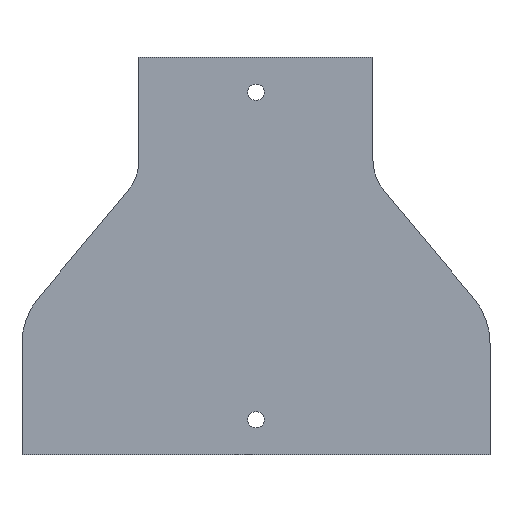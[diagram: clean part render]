
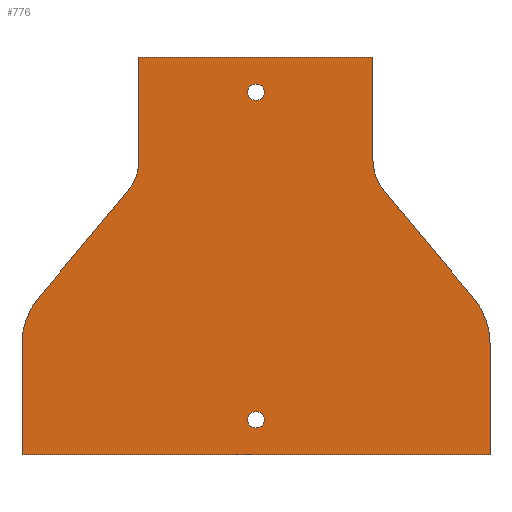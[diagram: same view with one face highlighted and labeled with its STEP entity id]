
A CAD part, front view. The second image highlights one B-rep face of the part: STEP entity #776.
In plain terms, the highlighted planar face has unit normal (0, -1, 0).
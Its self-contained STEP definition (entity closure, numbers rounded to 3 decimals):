
#30 = AXIS2_PLACEMENT_3D ( 'NONE', #155, #154, #152 ) ;
#31 = AXIS2_PLACEMENT_3D ( 'NONE', #160, #159, #157 ) ;
#34 = AXIS2_PLACEMENT_3D ( 'NONE', #174, #172, #171 ) ;
#36 = AXIS2_PLACEMENT_3D ( 'NONE', #234, #242, #246 ) ;
#42 = AXIS2_PLACEMENT_3D ( 'NONE', #337, #537, #347 ) ;
#43 = AXIS2_PLACEMENT_3D ( 'NONE', #299, #298, #297 ) ;
#90 = CARTESIAN_POINT ( 'NONE',  ( 0., 0., -158.5 ) ) ;
#97 = CARTESIAN_POINT ( 'NONE',  ( 0., 0., -18.5 ) ) ;
#152 = DIRECTION ( 'NONE',  ( 0., 0., -1. ) ) ;
#154 = DIRECTION ( 'NONE',  ( 0., -1., 0. ) ) ;
#155 = CARTESIAN_POINT ( 'NONE',  ( 0., 0., -15. ) ) ;
#157 = DIRECTION ( 'NONE',  ( 0., 0., -1. ) ) ;
#159 = DIRECTION ( 'NONE',  ( 0., -1., 0. ) ) ;
#160 = CARTESIAN_POINT ( 'NONE',  ( 0., 0., -155. ) ) ;
#171 = DIRECTION ( 'NONE',  ( 0., 0., 1. ) ) ;
#172 = DIRECTION ( 'NONE',  ( 0., -1., 0. ) ) ;
#174 = CARTESIAN_POINT ( 'NONE',  ( -70., 0., -44.139 ) ) ;
#184 = CARTESIAN_POINT ( 'NONE',  ( -100., 0., -170. ) ) ;
#185 = DIRECTION ( 'NONE',  ( -1., 0., 0. ) ) ;
#189 = CARTESIAN_POINT ( 'NONE',  ( 100., 0., -170. ) ) ;
#206 = CARTESIAN_POINT ( 'NONE',  ( -100., 0., -122.241 ) ) ;
#210 = DIRECTION ( 'NONE',  ( 0., 0., 1. ) ) ;
#217 = DIRECTION ( 'NONE',  ( 0., 0., -1. ) ) ;
#225 = CARTESIAN_POINT ( 'NONE',  ( 54.636, 0., -56.942 ) ) ;
#233 = DIRECTION ( 'NONE',  ( 0.64, 0., 0.768 ) ) ;
#234 = CARTESIAN_POINT ( 'NONE',  ( -70., 0., -122.241 ) ) ;
#242 = DIRECTION ( 'NONE',  ( 0., 1., 0. ) ) ;
#243 = CARTESIAN_POINT ( 'NONE',  ( -54.636, 0., -56.942 ) ) ;
#246 = DIRECTION ( 'NONE',  ( 0., 0., 1. ) ) ;
#249 = CARTESIAN_POINT ( 'NONE',  ( -100., 0., -122.241 ) ) ;
#262 = CARTESIAN_POINT ( 'NONE',  ( -50., 0., 0. ) ) ;
#263 = DIRECTION ( 'NONE',  ( 0., 0., 1. ) ) ;
#264 = CARTESIAN_POINT ( 'NONE',  ( -100., 0., -170. ) ) ;
#279 = CARTESIAN_POINT ( 'NONE',  ( 50., 0., -44.139 ) ) ;
#288 = CARTESIAN_POINT ( 'NONE',  ( 100., 0., -122.241 ) ) ;
#297 = DIRECTION ( 'NONE',  ( 0., 0., -1. ) ) ;
#298 = DIRECTION ( 'NONE',  ( 0., -1., 0. ) ) ;
#299 = CARTESIAN_POINT ( 'NONE',  ( 70., 0., -44.139 ) ) ;
#322 = CARTESIAN_POINT ( 'NONE',  ( 50., 0., 0. ) ) ;
#327 = CARTESIAN_POINT ( 'NONE',  ( 54.636, 0., -56.942 ) ) ;
#334 = DIRECTION ( 'NONE',  ( 0.64, 0., -0.768 ) ) ;
#337 = CARTESIAN_POINT ( 'NONE',  ( 70., 0., -122.241 ) ) ;
#339 = DIRECTION ( 'NONE',  ( 0., 0., -1. ) ) ;
#340 = CARTESIAN_POINT ( 'NONE',  ( 100., 0., -122.241 ) ) ;
#347 = DIRECTION ( 'NONE',  ( 0., 0., -1. ) ) ;
#369 = CARTESIAN_POINT ( 'NONE',  ( -50., 0., 0. ) ) ;
#374 = CARTESIAN_POINT ( 'NONE',  ( -50., 0., 0. ) ) ;
#378 = CARTESIAN_POINT ( 'NONE',  ( -93.047, 0., -103.035 ) ) ;
#379 = DIRECTION ( 'NONE',  ( 1., 0., 0. ) ) ;
#380 = CARTESIAN_POINT ( 'NONE',  ( 50., 0., 0. ) ) ;
#382 = CARTESIAN_POINT ( 'NONE',  ( -54.636, 0., -56.942 ) ) ;
#393 = CARTESIAN_POINT ( 'NONE',  ( 93.047, 0., -103.035 ) ) ;
#415 = CARTESIAN_POINT ( 'NONE',  ( -50., 0., -44.139 ) ) ;
#416 = PLANE ( 'NONE',  #1087 ) ;
#419 = DIRECTION ( 'NONE',  ( 0., 0., 1. ) ) ;
#493 = CARTESIAN_POINT ( 'NONE',  ( -70., 0., -44.139 ) ) ;
#511 = DIRECTION ( 'NONE',  ( 0., 1., 0. ) ) ;
#537 = DIRECTION ( 'NONE',  ( 0., 1., 0. ) ) ;
#640 = VERTEX_POINT ( 'NONE', #97 ) ;
#641 = VERTEX_POINT ( 'NONE', #90 ) ;
#665 = CIRCLE ( 'NONE', #30, 3.5 ) ;
#668 = CIRCLE ( 'NONE', #31, 3.5 ) ;
#674 = CIRCLE ( 'NONE', #34, 20. ) ;
#677 = VECTOR ( 'NONE', #233, 1000. ) ;
#679 = LINE ( 'NONE', #243, #677 ) ;
#684 = CIRCLE ( 'NONE', #36, 30. ) ;
#687 = VECTOR ( 'NONE', #210, 1000. ) ;
#689 = LINE ( 'NONE', #206, #687 ) ;
#705 = VECTOR ( 'NONE', #185, 1000. ) ;
#708 = LINE ( 'NONE', #184, #705 ) ;
#711 = VECTOR ( 'NONE', #339, 1000. ) ;
#713 = LINE ( 'NONE', #340, #711 ) ;
#724 = CIRCLE ( 'NONE', #42, 30. ) ;
#727 = VECTOR ( 'NONE', #334, 1000. ) ;
#732 = LINE ( 'NONE', #327, #727 ) ;
#758 = CIRCLE ( 'NONE', #43, 20. ) ;
#766 = VECTOR ( 'NONE', #263, 1000. ) ;
#776 = ADVANCED_FACE ( 'NONE', ( #1277, #1378, #1249 ), #416, .F. ) ;
#813 = VERTEX_POINT ( 'NONE', #380 ) ;
#817 = VERTEX_POINT ( 'NONE', #249 ) ;
#819 = VERTEX_POINT ( 'NONE', #382 ) ;
#820 = VERTEX_POINT ( 'NONE', #264 ) ;
#826 = VERTEX_POINT ( 'NONE', #225 ) ;
#837 = VERTEX_POINT ( 'NONE', #279 ) ;
#841 = VERTEX_POINT ( 'NONE', #288 ) ;
#846 = VERTEX_POINT ( 'NONE', #189 ) ;
#861 = VERTEX_POINT ( 'NONE', #369 ) ;
#1015 = ORIENTED_EDGE ( 'NONE', *, *, #1456, .F. ) ;
#1016 = ORIENTED_EDGE ( 'NONE', *, *, #1459, .F. ) ;
#1017 = ORIENTED_EDGE ( 'NONE', *, *, #1462, .F. ) ;
#1018 = ORIENTED_EDGE ( 'NONE', *, *, #1411, .F. ) ;
#1019 = ORIENTED_EDGE ( 'NONE', *, *, #1094, .F. ) ;
#1020 = ORIENTED_EDGE ( 'NONE', *, *, #1390, .F. ) ;
#1021 = ORIENTED_EDGE ( 'NONE', *, *, #1416, .F. ) ;
#1022 = ORIENTED_EDGE ( 'NONE', *, *, #1430, .F. ) ;
#1023 = ORIENTED_EDGE ( 'NONE', *, *, #1433, .F. ) ;
#1024 = ORIENTED_EDGE ( 'NONE', *, *, #1440, .F. ) ;
#1025 = ORIENTED_EDGE ( 'NONE', *, *, #1443, .F. ) ;
#1026 = ORIENTED_EDGE ( 'NONE', *, *, #1453, .F. ) ;
#1027 = ORIENTED_EDGE ( 'NONE', *, *, #1467, .F. ) ;
#1028 = ORIENTED_EDGE ( 'NONE', *, *, #1466, .F. ) ;
#1082 = VERTEX_POINT ( 'NONE', #378 ) ;
#1087 = AXIS2_PLACEMENT_3D ( 'NONE', #493, #511, #419 ) ;
#1094 = EDGE_CURVE ( 'NONE', #861, #813, #1316, .T. ) ;
#1114 = EDGE_LOOP ( 'NONE', ( #1028 ) ) ;
#1117 = EDGE_LOOP ( 'NONE', ( #1027 ) ) ;
#1119 = EDGE_LOOP ( 'NONE', ( #1026, #1025, #1024, #1023, #1022, #1021, #1020, #1019, #1018, #1017, #1016, #1015 ) ) ;
#1167 = VERTEX_POINT ( 'NONE', #393 ) ;
#1179 = VERTEX_POINT ( 'NONE', #415 ) ;
#1249 = FACE_OUTER_BOUND ( 'NONE', #1119, .T. ) ;
#1277 = FACE_BOUND ( 'NONE', #1114, .T. ) ;
#1294 = LINE ( 'NONE', #262, #766 ) ;
#1315 = LINE ( 'NONE', #322, #1322 ) ;
#1316 = LINE ( 'NONE', #374, #1317 ) ;
#1317 = VECTOR ( 'NONE', #379, 1000. ) ;
#1322 = VECTOR ( 'NONE', #217, 1000. ) ;
#1378 = FACE_BOUND ( 'NONE', #1117, .T. ) ;
#1390 = EDGE_CURVE ( 'NONE', #813, #837, #1315, .T. ) ;
#1411 = EDGE_CURVE ( 'NONE', #1179, #861, #1294, .T. ) ;
#1416 = EDGE_CURVE ( 'NONE', #837, #826, #758, .T. ) ;
#1430 = EDGE_CURVE ( 'NONE', #826, #1167, #732, .T. ) ;
#1433 = EDGE_CURVE ( 'NONE', #1167, #841, #724, .T. ) ;
#1440 = EDGE_CURVE ( 'NONE', #841, #846, #713, .T. ) ;
#1443 = EDGE_CURVE ( 'NONE', #846, #820, #708, .T. ) ;
#1453 = EDGE_CURVE ( 'NONE', #820, #817, #689, .T. ) ;
#1456 = EDGE_CURVE ( 'NONE', #817, #1082, #684, .T. ) ;
#1459 = EDGE_CURVE ( 'NONE', #1082, #819, #679, .T. ) ;
#1462 = EDGE_CURVE ( 'NONE', #819, #1179, #674, .T. ) ;
#1466 = EDGE_CURVE ( 'NONE', #641, #641, #668, .T. ) ;
#1467 = EDGE_CURVE ( 'NONE', #640, #640, #665, .T. ) ;
